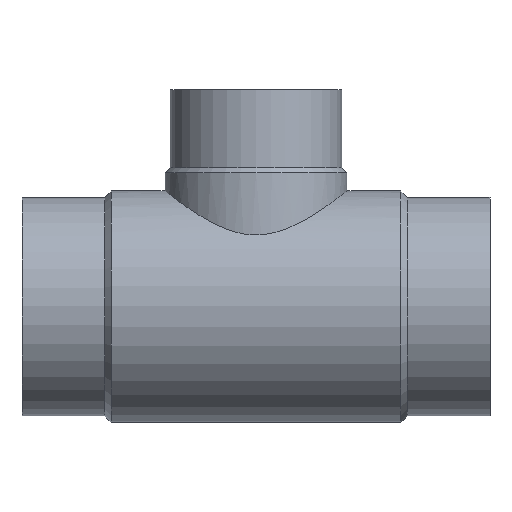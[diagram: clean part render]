
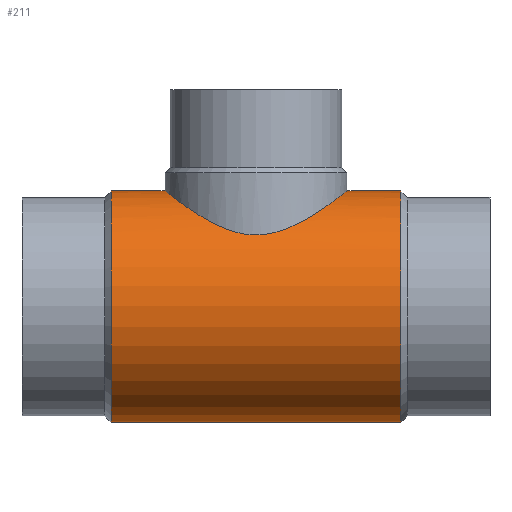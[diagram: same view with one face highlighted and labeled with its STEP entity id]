
A CAD part, top view. The second image highlights one B-rep face of the part: STEP entity #211.
In plain terms, the highlighted cylindrical face has radius 74.15 mm (diameter 148.3 mm), a partial arc.
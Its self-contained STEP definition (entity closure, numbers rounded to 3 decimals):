
#135 = VERTEX_POINT( '', #361 );
#159 = VERTEX_POINT( '', #390 );
#173 = VERTEX_POINT( '', #406 );
#175 = VERTEX_POINT( '', #408 );
#193 = VERTEX_POINT( '', #430 );
#211 = ADVANCED_FACE( '', ( #450 ), #451, .T. );
#229 = VERTEX_POINT( '', #472 );
#245 = EDGE_CURVE( '', #135, #193, #490, .T. );
#255 = EDGE_CURVE( '', #173, #135, #501, .T. );
#289 = EDGE_CURVE( '', #159, #173, #538, .T. );
#293 = EDGE_CURVE( '', #193, #229, #542, .T. );
#313 = EDGE_CURVE( '', #159, #175, #563, .T. );
#333 = EDGE_CURVE( '', #229, #175, #586, .T. );
#361 = CARTESIAN_POINT( '', ( -57.15, 74.15, 0. ) );
#390 = CARTESIAN_POINT( '', ( -242.85, -74.15, 0. ) );
#406 = CARTESIAN_POINT( '', ( -57.15, -74.15, 0. ) );
#408 = CARTESIAN_POINT( '', ( -242.85, 74.15, 0. ) );
#430 = CARTESIAN_POINT( '', ( -91.7, 74.15, 0. ) );
#450 = FACE_OUTER_BOUND( '', #785, .T. );
#451 = CYLINDRICAL_SURFACE( '', #786, 74.15 );
#472 = CARTESIAN_POINT( '', ( -208.3, 74.15, 0. ) );
#490 = LINE( '', #836, #837 );
#501 = CIRCLE( '', #849, 74.15 );
#538 = LINE( '', #993, #994 );
#542 = B_SPLINE_CURVE_WITH_KNOTS( '', 3, ( #1001, #1002, #1003, #1004, #1005, #1006, #1007, #1008, #1009, #1010, #1011, #1012, #1013, #1014, #1015, #1016, #1017, #1018, #1019, #1020, #1021, #1022, #1023, #1024, #1025, #1026, #1027, #1028, #1029, #1030, #1031, #1032, #1033, #1034, #1035, #1036, #1037, #1038, #1039, #1040, #1041, #1042, #1043, #1044, #1045, #1046, #1047, #1048, #1049, #1050, #1051, #1052, #1053, #1054, #1055, #1056, #1057, #1058, #1059, #1060, #1061, #1062, #1063, #1064, #1065, #1066 ), .UNSPECIFIED., .F., .F., ( 4, 2, 2, 2, 2, 2, 2, 2, 2, 2, 2, 2, 2, 2, 2, 2, 2, 2, 2, 2, 2, 2, 2, 2, 2, 2, 2, 2, 2, 2, 2, 2, 4 ), ( 93.8, 99.579, 105.359, 111.138, 116.918, 122.697, 128.477, 134.256, 140.036, 145.981, 151.927, 157.872, 163.818, 169.763, 175.709, 181.654, 187.599, 193.545, 199.49, 205.436, 211.381, 217.327, 223.272, 229.218, 235.163, 240.943, 246.722, 252.502, 258.281, 264.061, 269.84, 275.62, 281.399 ), .UNSPECIFIED. );
#563 = CIRCLE( '', #1129, 74.15 );
#586 = LINE( '', #1160, #1161 );
#785 = EDGE_LOOP( '', ( #1297, #1298, #1299, #1300, #1301, #1302 ) );
#786 = AXIS2_PLACEMENT_3D( '', #1303, #1304, #1305 );
#836 = CARTESIAN_POINT( '', ( -150., 74.15, 0. ) );
#837 = VECTOR( '', #1359, 1. );
#849 = AXIS2_PLACEMENT_3D( '', #1368, #1369, #1370 );
#993 = CARTESIAN_POINT( '', ( -150., -74.15, 0. ) );
#994 = VECTOR( '', #1403, 1. );
#1001 = CARTESIAN_POINT( '', ( -91.7, 74.15, 0. ) );
#1002 = CARTESIAN_POINT( '', ( -91.7, 74.15, 1.927 ) );
#1003 = CARTESIAN_POINT( '', ( -91.796, 74.075, 3.872 ) );
#1004 = CARTESIAN_POINT( '', ( -92.186, 73.768, 7.763 ) );
#1005 = CARTESIAN_POINT( '', ( -92.48, 73.538, 9.708 ) );
#1006 = CARTESIAN_POINT( '', ( -93.265, 72.926, 13.56 ) );
#1007 = CARTESIAN_POINT( '', ( -93.755, 72.544, 15.468 ) );
#1008 = CARTESIAN_POINT( '', ( -94.922, 71.644, 19.212 ) );
#1009 = CARTESIAN_POINT( '', ( -95.598, 71.124, 21.049 ) );
#1010 = CARTESIAN_POINT( '', ( -97.118, 69.968, 24.621 ) );
#1011 = CARTESIAN_POINT( '', ( -97.964, 69.331, 26.359 ) );
#1012 = CARTESIAN_POINT( '', ( -99.803, 67.961, 29.712 ) );
#1013 = CARTESIAN_POINT( '', ( -100.796, 67.229, 31.327 ) );
#1014 = CARTESIAN_POINT( '', ( -102.905, 65.702, 34.416 ) );
#1015 = CARTESIAN_POINT( '', ( -104.02, 64.906, 35.889 ) );
#1016 = CARTESIAN_POINT( '', ( -106.34, 63.284, 38.677 ) );
#1017 = CARTESIAN_POINT( '', ( -107.544, 62.458, 39.993 ) );
#1018 = CARTESIAN_POINT( '', ( -110.042, 60.787, 42.491 ) );
#1019 = CARTESIAN_POINT( '', ( -111.387, 59.909, 43.718 ) );
#1020 = CARTESIAN_POINT( '', ( -114.215, 58.127, 46.062 ) );
#1021 = CARTESIAN_POINT( '', ( -115.699, 57.222, 47.178 ) );
#1022 = CARTESIAN_POINT( '', ( -118.791, 55.424, 49.278 ) );
#1023 = CARTESIAN_POINT( '', ( -120.399, 54.53, 50.262 ) );
#1024 = CARTESIAN_POINT( '', ( -123.723, 52.8, 52.077 ) );
#1025 = CARTESIAN_POINT( '', ( -125.438, 51.963, 52.908 ) );
#1026 = CARTESIAN_POINT( '', ( -128.962, 50.393, 54.405 ) );
#1027 = CARTESIAN_POINT( '', ( -130.77, 49.66, 55.071 ) );
#1028 = CARTESIAN_POINT( '', ( -134.464, 48.35, 56.225 ) );
#1029 = CARTESIAN_POINT( '', ( -136.349, 47.773, 56.713 ) );
#1030 = CARTESIAN_POINT( '', ( -140.177, 46.823, 57.5 ) );
#1031 = CARTESIAN_POINT( '', ( -142.12, 46.451, 57.799 ) );
#1032 = CARTESIAN_POINT( '', ( -146.04, 45.948, 58.199 ) );
#1033 = CARTESIAN_POINT( '', ( -148.018, 45.818, 58.3 ) );
#1034 = CARTESIAN_POINT( '', ( -151.982, 45.818, 58.3 ) );
#1035 = CARTESIAN_POINT( '', ( -153.96, 45.948, 58.199 ) );
#1036 = CARTESIAN_POINT( '', ( -157.88, 46.451, 57.799 ) );
#1037 = CARTESIAN_POINT( '', ( -159.823, 46.823, 57.5 ) );
#1038 = CARTESIAN_POINT( '', ( -163.651, 47.773, 56.713 ) );
#1039 = CARTESIAN_POINT( '', ( -165.536, 48.35, 56.225 ) );
#1040 = CARTESIAN_POINT( '', ( -169.23, 49.66, 55.071 ) );
#1041 = CARTESIAN_POINT( '', ( -171.038, 50.393, 54.405 ) );
#1042 = CARTESIAN_POINT( '', ( -174.562, 51.963, 52.908 ) );
#1043 = CARTESIAN_POINT( '', ( -176.277, 52.8, 52.077 ) );
#1044 = CARTESIAN_POINT( '', ( -179.601, 54.53, 50.262 ) );
#1045 = CARTESIAN_POINT( '', ( -181.209, 55.424, 49.278 ) );
#1046 = CARTESIAN_POINT( '', ( -184.301, 57.222, 47.178 ) );
#1047 = CARTESIAN_POINT( '', ( -185.785, 58.127, 46.062 ) );
#1048 = CARTESIAN_POINT( '', ( -188.613, 59.909, 43.718 ) );
#1049 = CARTESIAN_POINT( '', ( -189.958, 60.787, 42.491 ) );
#1050 = CARTESIAN_POINT( '', ( -192.456, 62.458, 39.993 ) );
#1051 = CARTESIAN_POINT( '', ( -193.66, 63.284, 38.677 ) );
#1052 = CARTESIAN_POINT( '', ( -195.98, 64.906, 35.889 ) );
#1053 = CARTESIAN_POINT( '', ( -197.095, 65.702, 34.416 ) );
#1054 = CARTESIAN_POINT( '', ( -199.204, 67.229, 31.327 ) );
#1055 = CARTESIAN_POINT( '', ( -200.197, 67.961, 29.712 ) );
#1056 = CARTESIAN_POINT( '', ( -202.036, 69.331, 26.359 ) );
#1057 = CARTESIAN_POINT( '', ( -202.882, 69.968, 24.621 ) );
#1058 = CARTESIAN_POINT( '', ( -204.402, 71.124, 21.049 ) );
#1059 = CARTESIAN_POINT( '', ( -205.078, 71.644, 19.212 ) );
#1060 = CARTESIAN_POINT( '', ( -206.245, 72.544, 15.468 ) );
#1061 = CARTESIAN_POINT( '', ( -206.735, 72.926, 13.56 ) );
#1062 = CARTESIAN_POINT( '', ( -207.52, 73.538, 9.708 ) );
#1063 = CARTESIAN_POINT( '', ( -207.814, 73.768, 7.763 ) );
#1064 = CARTESIAN_POINT( '', ( -208.204, 74.075, 3.872 ) );
#1065 = CARTESIAN_POINT( '', ( -208.3, 74.15, 1.927 ) );
#1066 = CARTESIAN_POINT( '', ( -208.3, 74.15, 0. ) );
#1129 = AXIS2_PLACEMENT_3D( '', #1424, #1425, #1426 );
#1160 = CARTESIAN_POINT( '', ( -150., 74.15, 0. ) );
#1161 = VECTOR( '', #1453, 1. );
#1297 = ORIENTED_EDGE( '', *, *, #245, .T. );
#1298 = ORIENTED_EDGE( '', *, *, #293, .T. );
#1299 = ORIENTED_EDGE( '', *, *, #333, .T. );
#1300 = ORIENTED_EDGE( '', *, *, #313, .F. );
#1301 = ORIENTED_EDGE( '', *, *, #289, .T. );
#1302 = ORIENTED_EDGE( '', *, *, #255, .T. );
#1303 = CARTESIAN_POINT( '', ( -150., 0., 0. ) );
#1304 = DIRECTION( '', ( 1., 0., 0. ) );
#1305 = DIRECTION( '', ( 0., 1., 0. ) );
#1359 = DIRECTION( '', ( -1., 0., 0. ) );
#1368 = CARTESIAN_POINT( '', ( -57.15, 0., 0. ) );
#1369 = DIRECTION( '', ( -1., 0., 0. ) );
#1370 = DIRECTION( '', ( 0., 1., 0. ) );
#1403 = DIRECTION( '', ( 1., 0., 0. ) );
#1424 = CARTESIAN_POINT( '', ( -242.85, 0., 0. ) );
#1425 = DIRECTION( '', ( -1., 0., 0. ) );
#1426 = DIRECTION( '', ( 0., 1., 0. ) );
#1453 = DIRECTION( '', ( -1., 0., 0. ) );
